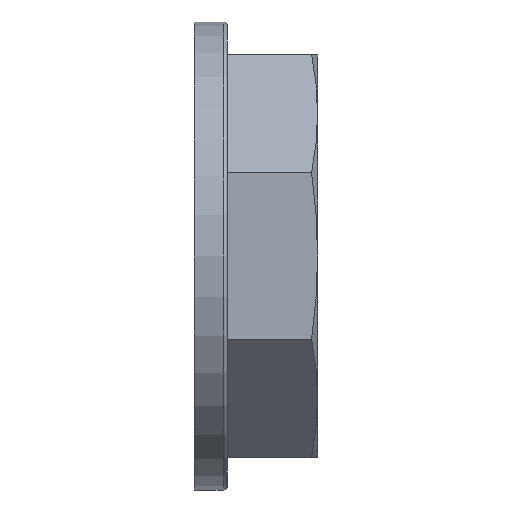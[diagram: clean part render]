
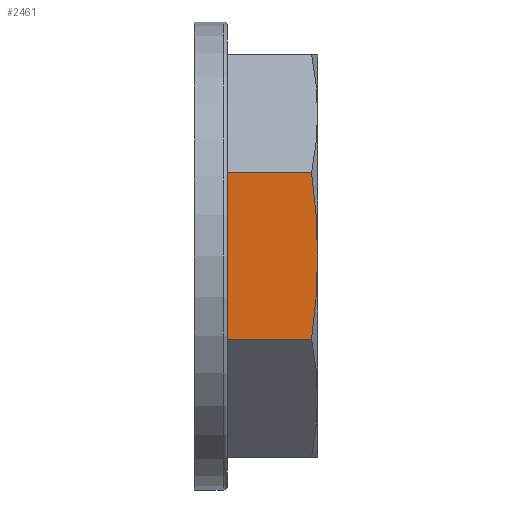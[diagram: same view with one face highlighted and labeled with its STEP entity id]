
A CAD part, front view. The second image highlights one B-rep face of the part: STEP entity #2461.
In plain terms, the highlighted planar face has unit normal (0, -1, 0).
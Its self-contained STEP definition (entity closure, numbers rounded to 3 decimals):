
#57 = VECTOR ( 'NONE', #5110, 1000. ) ;
#59 = VECTOR ( 'NONE', #5128, 1000. ) ;
#60 = VECTOR ( 'NONE', #5124, 1000. ) ;
#113 = AXIS2_PLACEMENT_3D ( 'NONE', #2335, #2346, #2347 ) ;
#1501 = B_SPLINE_CURVE_WITH_KNOTS ( 'NONE', 3,
 ( #5126, #5111, #5131, #5132, #5133, #5134 ),
 .UNSPECIFIED., .F., .F.,
 ( 4, 2, 4 ),
 ( 0.062, 0.067, 0.072 ),
 .UNSPECIFIED. ) ;
#1502 = B_SPLINE_CURVE_WITH_KNOTS ( 'NONE', 3,
 ( #5117, #5094, #5119, #5120, #5121, #5122 ),
 .UNSPECIFIED., .F., .F.,
 ( 4, 2, 4 ),
 ( 0.051, 0.057, 0.062 ),
 .UNSPECIFIED. ) ;
#1576 = ORIENTED_EDGE ( 'NONE', *, *, #2404, .F. ) ;
#1577 = ORIENTED_EDGE ( 'NONE', *, *, #2403, .F. ) ;
#1578 = ORIENTED_EDGE ( 'NONE', *, *, #2402, .T. ) ;
#1579 = ORIENTED_EDGE ( 'NONE', *, *, #2399, .T. ) ;
#1580 = ORIENTED_EDGE ( 'NONE', *, *, #2401, .F. ) ;
#1614 = EDGE_LOOP ( 'NONE', ( #1580, #1579, #1578, #1577, #1576 ) ) ;
#2335 = CARTESIAN_POINT ( 'NONE',  ( 16., -24.5, 10.148 ) ) ;
#2343 = FACE_OUTER_BOUND ( 'NONE', #1614, .T. ) ;
#2344 = PLANE ( 'NONE',  #113 ) ;
#2346 = DIRECTION ( 'NONE',  ( 0., 1., 0. ) ) ;
#2347 = DIRECTION ( 'NONE',  ( 0., 0., 1. ) ) ;
#2399 = EDGE_CURVE ( 'NONE', #5347, #5357, #5107, .T. ) ;
#2401 = EDGE_CURVE ( 'NONE', #5347, #5392, #1502, .T. ) ;
#2402 = EDGE_CURVE ( 'NONE', #5357, #5407, #5118, .T. ) ;
#2403 = EDGE_CURVE ( 'NONE', #5362, #5407, #5125, .T. ) ;
#2404 = EDGE_CURVE ( 'NONE', #5392, #5362, #1501, .T. ) ;
#2461 = ADVANCED_FACE ( 'NONE', ( #2343 ), #2344, .F. ) ;
#3175 = CARTESIAN_POINT ( 'NONE',  ( 4., -24.5, 10.148 ) ) ;
#3182 = CARTESIAN_POINT ( 'NONE',  ( 14.265, -24.5, 10.148 ) ) ;
#3195 = CARTESIAN_POINT ( 'NONE',  ( 14.265, -24.5, -10.148 ) ) ;
#3224 = CARTESIAN_POINT ( 'NONE',  ( 15., -24.5, 0. ) ) ;
#3239 = CARTESIAN_POINT ( 'NONE',  ( 4., -24.5, -10.148 ) ) ;
#5094 = CARTESIAN_POINT ( 'NONE',  ( 14.5, -24.5, 8.463 ) ) ;
#5107 = LINE ( 'NONE', #5109, #57 ) ;
#5109 = CARTESIAN_POINT ( 'NONE',  ( 16., -24.5, 10.148 ) ) ;
#5110 = DIRECTION ( 'NONE',  ( -1., 0., 0. ) ) ;
#5111 = CARTESIAN_POINT ( 'NONE',  ( 15., -24.5, -1.686 ) ) ;
#5117 = CARTESIAN_POINT ( 'NONE',  ( 14.265, -24.5, 10.148 ) ) ;
#5118 = LINE ( 'NONE', #5123, #60 ) ;
#5119 = CARTESIAN_POINT ( 'NONE',  ( 14.685, -24.5, 6.775 ) ) ;
#5120 = CARTESIAN_POINT ( 'NONE',  ( 14.935, -24.5, 3.392 ) ) ;
#5121 = CARTESIAN_POINT ( 'NONE',  ( 15., -24.5, 1.698 ) ) ;
#5122 = CARTESIAN_POINT ( 'NONE',  ( 15., -24.5, 0. ) ) ;
#5123 = CARTESIAN_POINT ( 'NONE',  ( 4., -24.5, 10.148 ) ) ;
#5124 = DIRECTION ( 'NONE',  ( 0., 0., -1. ) ) ;
#5125 = LINE ( 'NONE', #5127, #59 ) ;
#5126 = CARTESIAN_POINT ( 'NONE',  ( 15., -24.5, 0. ) ) ;
#5127 = CARTESIAN_POINT ( 'NONE',  ( 16., -24.5, -10.148 ) ) ;
#5128 = DIRECTION ( 'NONE',  ( -1., 0., 0. ) ) ;
#5131 = CARTESIAN_POINT ( 'NONE',  ( 14.936, -24.5, -3.376 ) ) ;
#5132 = CARTESIAN_POINT ( 'NONE',  ( 14.686, -24.5, -6.762 ) ) ;
#5133 = CARTESIAN_POINT ( 'NONE',  ( 14.5, -24.5, -8.462 ) ) ;
#5134 = CARTESIAN_POINT ( 'NONE',  ( 14.265, -24.5, -10.148 ) ) ;
#5347 = VERTEX_POINT ( 'NONE', #3182 ) ;
#5357 = VERTEX_POINT ( 'NONE', #3175 ) ;
#5362 = VERTEX_POINT ( 'NONE', #3195 ) ;
#5392 = VERTEX_POINT ( 'NONE', #3224 ) ;
#5407 = VERTEX_POINT ( 'NONE', #3239 ) ;
